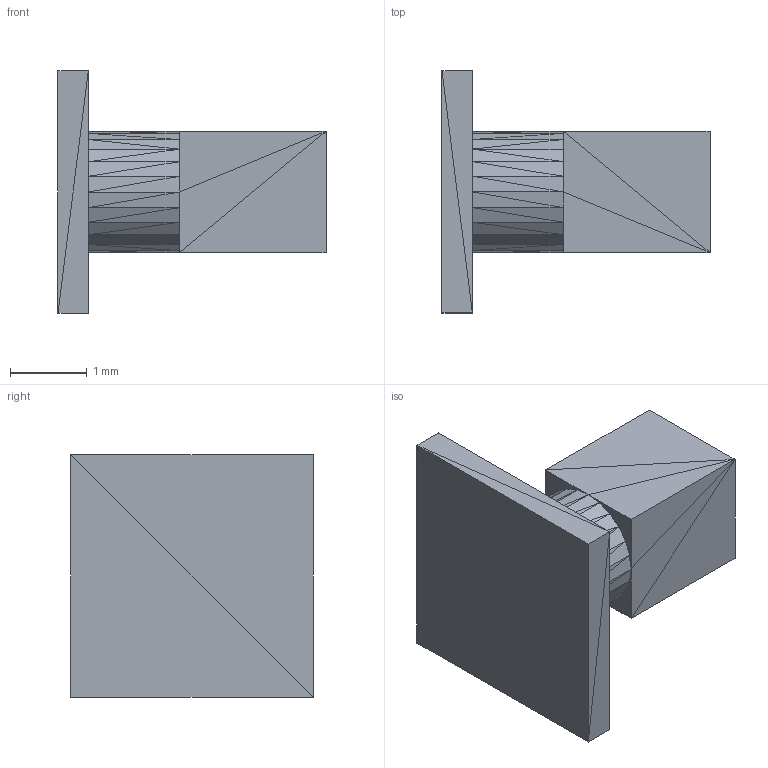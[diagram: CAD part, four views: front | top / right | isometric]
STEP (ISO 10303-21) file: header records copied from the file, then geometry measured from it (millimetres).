
FILE_DESCRIPTION((''),'2;1');
FILE_NAME('4900__24_Acabamento-de-registro-Bolero', '2025-07-28T18:45:19', (''), (''), 'ImageToStl.com STEP Converter','', '');
FILE_SCHEMA(('AUTOMOTIVE_DESIGN_CC2'));
Length unit declared in the file: metre
Products named in the file (40): product0; product1; product2; product3; product4; product5; product6; product7; product8; product9; product10; product11; product12; product13; product14; product15; product16; product17; product18; product19; product20; product21; product22; product23; product24; product25; product26; product27; product28; product29; product30; product31; product32; product33; product34; product35; product36; product37; product38; product39
Bounding box: 3.48 x 3.15 x 3.15 mm (x, y, z)
Surface area: 45.7 mm2 (no closed solid volume)
Topology: 0 solids, 146 shells, 146 faces, 438 edges, 224 vertices
Faces by surface type: plane 146
Entity records: 4039 total; most frequent: DIRECTION 732, ORIENTED_EDGE 438, EDGE_CURVE 438, LINE 438, VECTOR 438, CARTESIAN_POINT 225, VERTEX_POINT 224, AXIS2_PLACEMENT_3D 147
